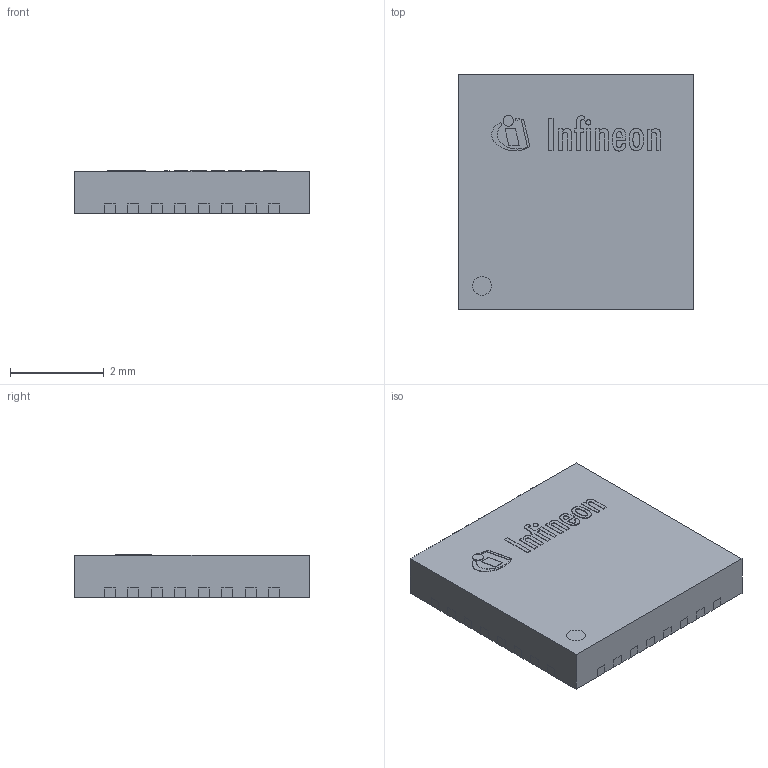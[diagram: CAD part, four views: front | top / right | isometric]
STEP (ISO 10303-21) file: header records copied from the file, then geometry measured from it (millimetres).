
FILE_DESCRIPTION(/* description */ (''),/* implementation_level */ '2;1');
FILE_NAME(/* name */ 'PG-VQFN-32-901.stp',/* time_stamp */ '2018-05-21T09:49:35+08:00',/* author */ ('mdsaid'),/* organization */ (''),/* preprocessor_version */ 'ST-DEVELOPER v16.13',/* originating_system */ 'Autodesk Inventor 2018',/* authorisation */ '');
FILE_SCHEMA (('AUTOMOTIVE_DESIGN { 1 0 10303 214 3 1 1 }'));
Length unit declared in the file: millimetre
Products named in the file (5): PG-VQFN-32-901; PG-VQFN-32-901_MOLD; PG-VQFN-32-901_EXPOSED_LEAD; PG-VQFN-32-901_EXPOSED_PAD; PG-VQFN-32-901_LOGO
Assembly tree (35 placements, depth 2):
  PG-VQFN-32-901
    PG-VQFN-32-901_MOLD
    PG-VQFN-32-901_EXPOSED_LEAD  x32
    PG-VQFN-32-901_EXPOSED_PAD
    PG-VQFN-32-901_LOGO
Bounding box: 5 x 5 x 0.91 mm (x, y, z)
Volume: 22.5 mm3; surface area: 116.7 mm2
Topology: 46 solids, 46 shells, 556 faces, 1386 edges, 924 vertices
Faces by surface type: plane 354, cylinder 202
Full cylindrical faces by diameter (mm): 0.11 x1, 0.228 x1, 0.4 x1
Entity records: 12259 total; most frequent: DIRECTION 2173, CARTESIAN_POINT 2097, ORIENTED_EDGE 2022, EDGE_CURVE 1011, AXIS2_PLACEMENT_3D 752, VERTEX_POINT 676, LINE 669, VECTOR 669
